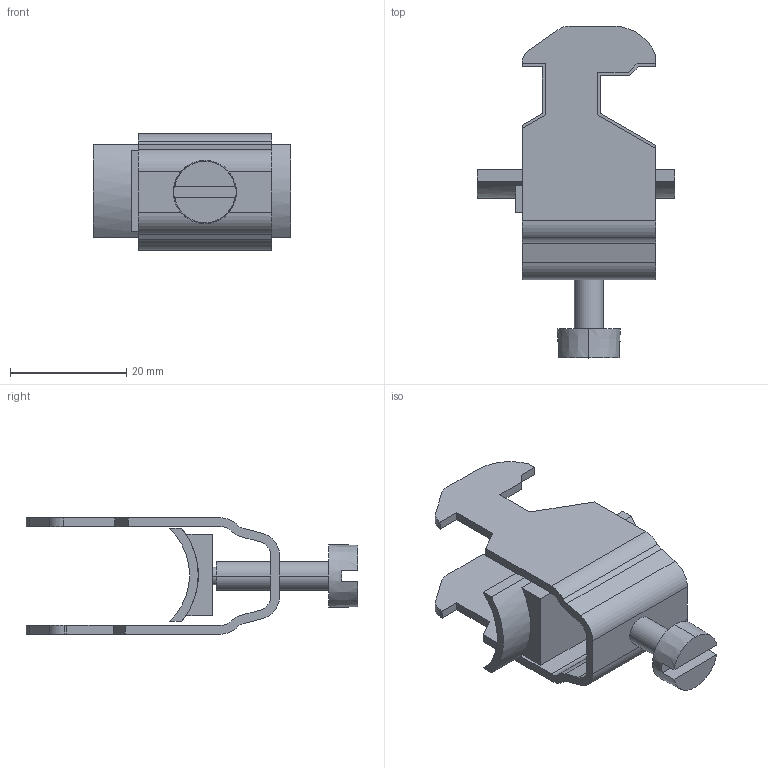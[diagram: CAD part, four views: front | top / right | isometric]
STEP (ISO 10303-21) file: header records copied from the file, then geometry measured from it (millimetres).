
FILE_DESCRIPTION((''),'2;1');
FILE_NAME('1183214_ASM','2013-02-12T',('AndreasKeweloh'),(''),'PRO/ENGINEER BY PARAMETRIC TECHNOLOGY CORPORATION, 2012360','PRO/ENGINEER BY PARAMETRIC TECHNOLOGY CORPORATION, 2012360','');
FILE_SCHEMA(('CONFIG_CONTROL_DESIGN'));
Length unit declared in the file: millimetre
Products named in the file (5): 1183214_SCHRAUBE_M8; 1183214SCHELLENKOERPER; 1183214KUNSTSTOFF-DRUCKW; 1183214KUNSTST_BEFEST_ASM; 1183214_ASM
Assembly tree (4 placements, depth 3):
  1183214_ASM
    1183214_SCHRAUBE_M8
    1183214SCHELLENKOERPER
    1183214KUNSTST_BEFEST_ASM
      1183214KUNSTSTOFF-DRUCKW
Bounding box: 34 x 57.09 x 20 mm (x, y, z)
Volume: 5429.1 mm3; surface area: 6597.1 mm2
Topology: 3 solids, 3 shells, 80 faces, 213 edges, 142 vertices
Faces by surface type: plane 52, cylinder 26, cone 2
Entity records: 2646 total; most frequent: CARTESIAN_POINT 461, DIRECTION 451, ORIENTED_EDGE 426, EDGE_CURVE 213, AXIS2_PLACEMENT_3D 152, VECTOR 147, LINE 147, VERTEX_POINT 142
